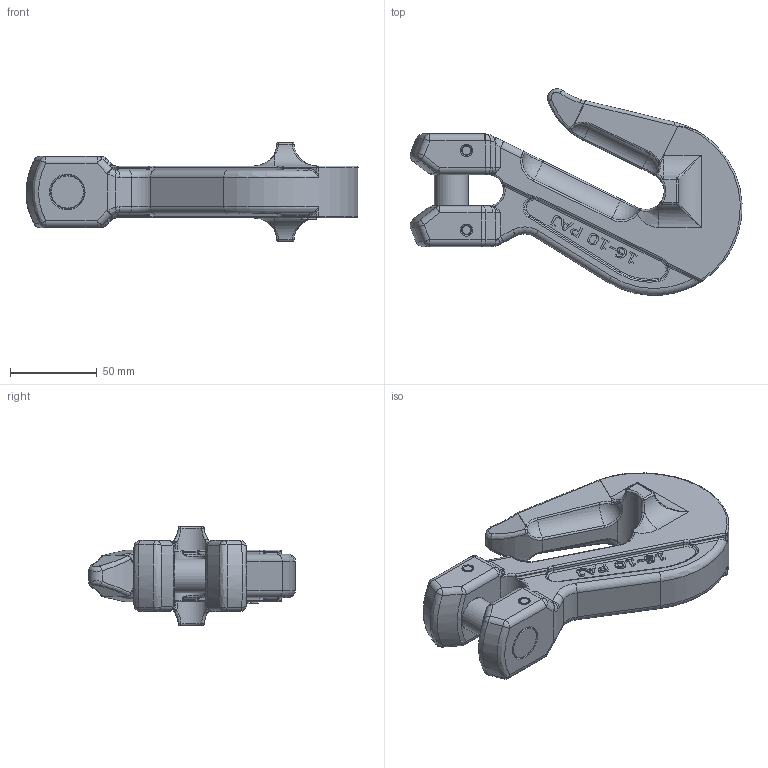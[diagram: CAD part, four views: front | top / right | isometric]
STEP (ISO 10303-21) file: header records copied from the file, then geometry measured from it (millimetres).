
FILE_DESCRIPTION(/* description */ (''),/* implementation_level */ '2;1');
FILE_NAME(/* name */ 'X-042-16.stp',/* time_stamp */ '2019-03-10T21:19:52+08:00',/* author */ ('GP63'),/* organization */ (''),/* preprocessor_version */ 'ST-DEVELOPER v16.5',/* originating_system */ 'Autodesk Inventor 2017',/* authorisation */ '');
FILE_SCHEMA (('AUTOMOTIVE_DESIGN { 1 0 10303 214 3 1 1 }'));
Length unit declared in the file: millimetre
Products named in the file (1): X-042-16
Bounding box: 191.61 x 119.21 x 57 mm (x, y, z)
Volume: 350606.6 mm3; surface area: 55995.8 mm2
Topology: 2 solids, 2 shells, 656 faces, 1599 edges, 958 vertices
Faces by surface type: bspline 233, plane 189, cylinder 116, torus 62, sphere 50, cone 6
Full cylindrical faces by diameter (mm): 6 x4, 19.5 x3
Entity records: 23010 total; most frequent: CARTESIAN_POINT 9037, ORIENTED_EDGE 3100, DIRECTION 2466, EDGE_CURVE 1550, VERTEX_POINT 952, AXIS2_PLACEMENT_3D 892, EDGE_LOOP 722, LINE 682
